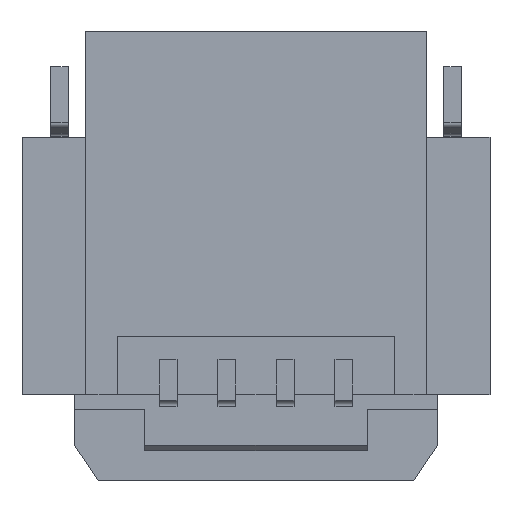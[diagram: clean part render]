
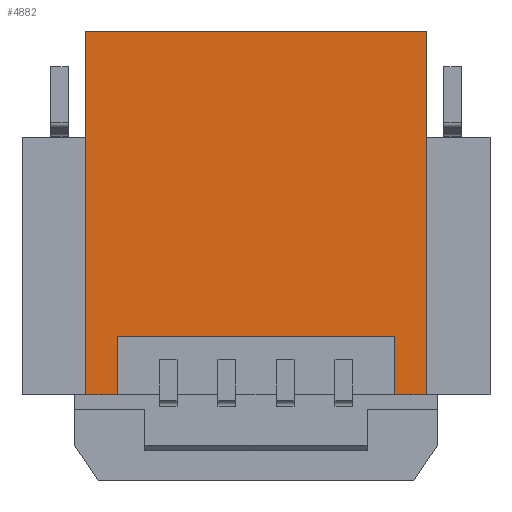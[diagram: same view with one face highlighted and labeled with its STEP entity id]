
A CAD part, front view. The second image highlights one B-rep face of the part: STEP entity #4882.
In plain terms, the highlighted planar face has unit normal (0, -1, 0).
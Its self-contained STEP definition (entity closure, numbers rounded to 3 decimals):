
#150=DIRECTION('',(1.,0.,0.));
#151=VECTOR('',#150,2.91);
#152=CARTESIAN_POINT('',(-1.455,-0.5,0.));
#153=LINE('',#152,#151);
#302=DIRECTION('',(1.,0.,0.));
#303=VECTOR('',#302,0.27);
#304=CARTESIAN_POINT('',(1.185,-0.5,-3.1));
#305=LINE('',#304,#303);
#358=DIRECTION('',(1.,0.,0.));
#359=VECTOR('',#358,0.27);
#360=CARTESIAN_POINT('',(-1.455,-0.5,-3.1));
#361=LINE('',#360,#359);
#678=DIRECTION('',(0.,0.,1.));
#679=VECTOR('',#678,0.5);
#680=CARTESIAN_POINT('',(1.185,-0.5,-3.1));
#681=LINE('',#680,#679);
#682=DIRECTION('',(-1.,0.,0.));
#683=VECTOR('',#682,2.37);
#684=CARTESIAN_POINT('',(1.185,-0.5,-2.6));
#685=LINE('',#684,#683);
#686=DIRECTION('',(0.,0.,1.));
#687=VECTOR('',#686,0.5);
#688=CARTESIAN_POINT('',(-1.185,-0.5,-3.1));
#689=LINE('',#688,#687);
#694=DIRECTION('',(0.,0.,-1.));
#695=VECTOR('',#694,3.1);
#696=CARTESIAN_POINT('',(-1.455,-0.5,0.));
#697=LINE('',#696,#695);
#1526=DIRECTION('',(0.,0.,1.));
#1527=VECTOR('',#1526,3.1);
#1528=CARTESIAN_POINT('',(1.455,-0.5,-3.1));
#1529=LINE('',#1528,#1527);
#3272=CARTESIAN_POINT('',(-1.455,-0.5,0.));
#3274=VERTEX_POINT('',#3272);
#3276=CARTESIAN_POINT('',(1.455,-0.5,0.));
#3278=VERTEX_POINT('',#3276);
#3332=CARTESIAN_POINT('',(-1.455,-0.5,-3.1));
#3333=VERTEX_POINT('',#3332);
#3334=CARTESIAN_POINT('',(1.455,-0.5,-3.1));
#3335=VERTEX_POINT('',#3334);
#3348=CARTESIAN_POINT('',(1.185,-0.5,-3.1));
#3350=VERTEX_POINT('',#3348);
#3352=CARTESIAN_POINT('',(-1.185,-0.5,-3.1));
#3354=VERTEX_POINT('',#3352);
#3356=CARTESIAN_POINT('',(1.185,-0.5,-2.6));
#3357=VERTEX_POINT('',#3356);
#3358=CARTESIAN_POINT('',(-1.185,-0.5,-2.6));
#3359=VERTEX_POINT('',#3358);
#4863=CARTESIAN_POINT('',(-2.,-0.5,0.));
#4864=DIRECTION('',(0.,-1.,0.));
#4865=DIRECTION('',(1.,0.,0.));
#4866=AXIS2_PLACEMENT_3D('',#4863,#4864,#4865);
#4867=PLANE('',#4866);
#4869=ORIENTED_EDGE('',*,*,#4868,.T.);
#4871=ORIENTED_EDGE('',*,*,#4870,.T.);
#4872=ORIENTED_EDGE('',*,*,#4855,.F.);
#4873=ORIENTED_EDGE('',*,*,#4480,.F.);
#4875=ORIENTED_EDGE('',*,*,#4874,.F.);
#4876=ORIENTED_EDGE('',*,*,#4283,.T.);
#4878=ORIENTED_EDGE('',*,*,#4877,.F.);
#4879=ORIENTED_EDGE('',*,*,#4451,.F.);
#4880=EDGE_LOOP('',(#4869,#4871,#4872,#4873,#4875,#4876,#4878,#4879));
#4881=FACE_OUTER_BOUND('',#4880,.F.);
#4283=EDGE_CURVE('',#3274,#3278,#153,.T.);
#4451=EDGE_CURVE('',#3350,#3335,#305,.T.);
#4480=EDGE_CURVE('',#3333,#3354,#361,.T.);
#4855=EDGE_CURVE('',#3354,#3359,#689,.T.);
#4868=EDGE_CURVE('',#3350,#3357,#681,.T.);
#4870=EDGE_CURVE('',#3357,#3359,#685,.T.);
#4874=EDGE_CURVE('',#3274,#3333,#697,.T.);
#4877=EDGE_CURVE('',#3335,#3278,#1529,.T.);
#4882=ADVANCED_FACE('',(#4881),#4867,.T.);
